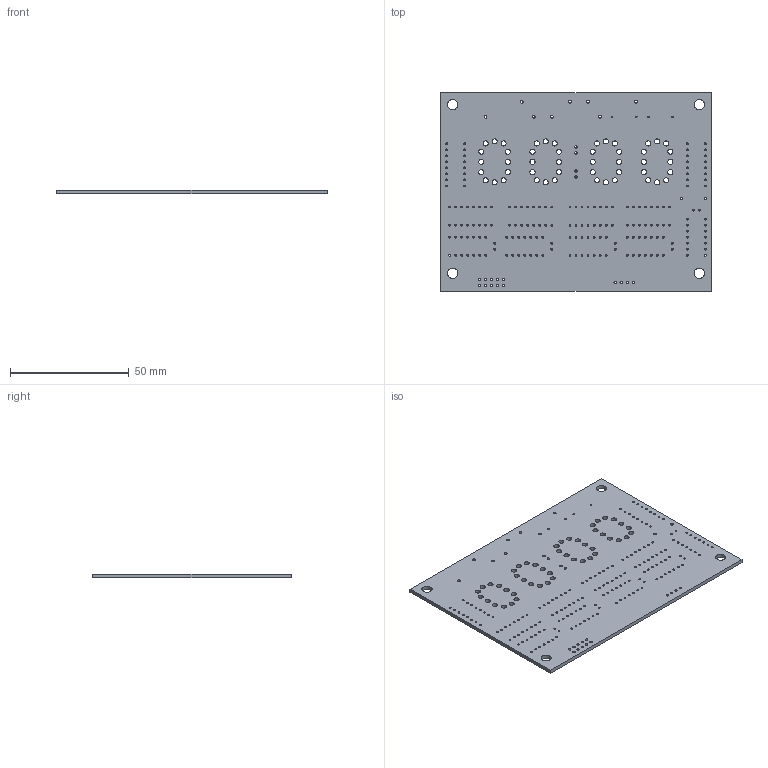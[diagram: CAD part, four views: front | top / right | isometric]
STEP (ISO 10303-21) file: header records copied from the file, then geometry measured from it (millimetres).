
FILE_DESCRIPTION(('KiCad electronic assembly'),'2;1');
FILE_NAME('display.step','2023-03-07T12:44:28',('Pcbnew'),('Kicad'), 'Open CASCADE STEP processor 7.5','KiCad to STEP converter','Unknown' );
FILE_SCHEMA(('AUTOMOTIVE_DESIGN { 1 0 10303 214 1 1 1 1 }'));
Length unit declared in the file: millimetre
Products named in the file (2): display 1; display PCB
Assembly tree (1 placements, depth 2):
  display 1
    display PCB
Bounding box: 114.3 x 83.82 x 1.6 mm (x, y, z)
Volume: 14770 mm3; surface area: 20577.5 mm2
Topology: 1 solids, 1 shells, 266 faces, 792 edges, 528 vertices
Faces by surface type: cylinder 260, plane 6
Full cylindrical faces by diameter (mm): 0.8 x180, 1 x18, 1.1 x2, 1.2 x8, 2.159 x48, 4.3 x4
Entity records: 20639 total; most frequent: DIRECTION 3432, CARTESIAN_POINT 3172, ORIENTED_EDGE 1584, PCURVE 1584, DEFINITIONAL_REPRESENTATION 1584, LINE 1336, VECTOR 1336, CIRCLE 1040
